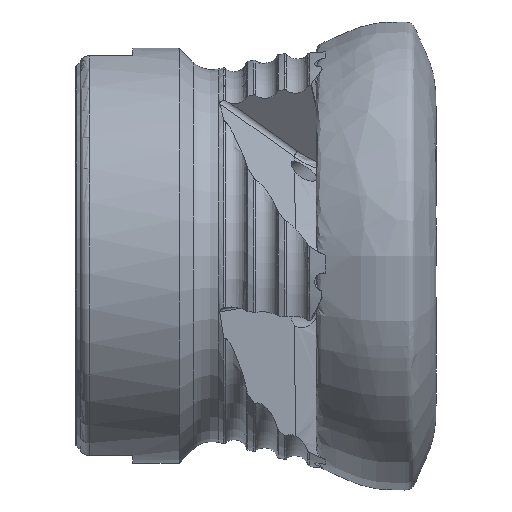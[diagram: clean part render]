
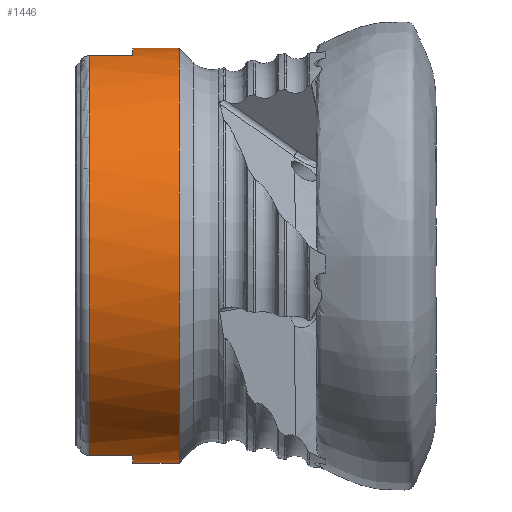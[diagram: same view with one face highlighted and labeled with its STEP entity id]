
A CAD part, front view. The second image highlights one B-rep face of the part: STEP entity #1446.
In plain terms, the highlighted cylindrical face has radius 23 mm (diameter 46 mm), a full revolution.
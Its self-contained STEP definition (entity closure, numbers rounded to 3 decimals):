
#1005 = EDGE_LOOP ( 'NONE', ( #9830 ) ) ;
#1446 = ADVANCED_FACE ( 'NONE', ( #1545, #12514 ), #6487, .T. ) ;
#1496 = LINE ( 'NONE', #3951, #9364 ) ;
#1510 = CARTESIAN_POINT ( 'NONE',  ( 0., 0., 0. ) ) ;
#1545 = FACE_OUTER_BOUND ( 'NONE', #6970, .T. ) ;
#1615 = VECTOR ( 'NONE', #13168, 1000. ) ;
#1826 = CIRCLE ( 'NONE', #10852, 23. ) ;
#1904 = AXIS2_PLACEMENT_3D ( 'NONE', #11094, #4675, #12138 ) ;
#2116 = VERTEX_POINT ( 'NONE', #2693 ) ;
#2221 = ORIENTED_EDGE ( 'NONE', *, *, #13069, .T. ) ;
#2275 = DIRECTION ( 'NONE',  ( 1., 0., 0. ) ) ;
#2372 = DIRECTION ( 'NONE',  ( -1., 0., 0. ) ) ;
#2422 = VECTOR ( 'NONE', #12826, 1000. ) ;
#2481 = EDGE_CURVE ( 'NONE', #12971, #8214, #6816, .T. ) ;
#2688 = ORIENTED_EDGE ( 'NONE', *, *, #2481, .T. ) ;
#2689 = AXIS2_PLACEMENT_3D ( 'NONE', #1510, #7899, #5703 ) ;
#2693 = CARTESIAN_POINT ( 'NONE',  ( -32.605, -6.156, 22.161 ) ) ;
#2814 = CARTESIAN_POINT ( 'NONE',  ( -37.455, -6.156, 22.161 ) ) ;
#2859 = CARTESIAN_POINT ( 'NONE',  ( -37.455, -6.156, -22.161 ) ) ;
#2864 = DIRECTION ( 'NONE',  ( 1., 0., 0. ) ) ;
#2996 = VECTOR ( 'NONE', #12553, 1000. ) ;
#3023 = ORIENTED_EDGE ( 'NONE', *, *, #7388, .T. ) ;
#3350 = CARTESIAN_POINT ( 'NONE',  ( -32.605, 6.156, 22.161 ) ) ;
#3748 = DIRECTION ( 'NONE',  ( -1., 0., 0. ) ) ;
#3951 = CARTESIAN_POINT ( 'NONE',  ( 0., 6.156, 22.161 ) ) ;
#4037 = EDGE_CURVE ( 'NONE', #2116, #8198, #8182, .T. ) ;
#4191 = EDGE_CURVE ( 'NONE', #10678, #10130, #1826, .T. ) ;
#4505 = ORIENTED_EDGE ( 'NONE', *, *, #4191, .F. ) ;
#4675 = DIRECTION ( 'NONE',  ( 1., 0., 0. ) ) ;
#4758 = LINE ( 'NONE', #12120, #1615 ) ;
#5094 = CARTESIAN_POINT ( 'NONE',  ( 0., 6.156, -22.161 ) ) ;
#5368 = CARTESIAN_POINT ( 'NONE',  ( 0., -6.156, 22.161 ) ) ;
#5643 = CARTESIAN_POINT ( 'NONE',  ( -27.455, 0., 0. ) ) ;
#5703 = DIRECTION ( 'NONE',  ( 0., 0., -1. ) ) ;
#6468 = EDGE_CURVE ( 'NONE', #10678, #12971, #9675, .T. ) ;
#6487 = CYLINDRICAL_SURFACE ( 'NONE', #2689, 23. ) ;
#6716 = DIRECTION ( 'NONE',  ( 0., 0., -1. ) ) ;
#6816 = CIRCLE ( 'NONE', #1904, 23. ) ;
#6969 = ORIENTED_EDGE ( 'NONE', *, *, #6468, .T. ) ;
#6970 = EDGE_LOOP ( 'NONE', ( #2688, #3023, #8140, #2221, #9881, #12912, #4505, #6969 ) ) ;
#7341 = VERTEX_POINT ( 'NONE', #2814 ) ;
#7388 = EDGE_CURVE ( 'NONE', #8214, #8198, #1496, .T. ) ;
#7626 = CARTESIAN_POINT ( 'NONE',  ( -37.455, 6.156, 22.161 ) ) ;
#7886 = CARTESIAN_POINT ( 'NONE',  ( -27.455, 0., -23. ) ) ;
#7899 = DIRECTION ( 'NONE',  ( 1., 0., 0. ) ) ;
#8128 = LINE ( 'NONE', #5368, #2422 ) ;
#8140 = ORIENTED_EDGE ( 'NONE', *, *, #4037, .F. ) ;
#8182 = CIRCLE ( 'NONE', #13213, 23. ) ;
#8198 = VERTEX_POINT ( 'NONE', #3350 ) ;
#8214 = VERTEX_POINT ( 'NONE', #7626 ) ;
#8703 = CARTESIAN_POINT ( 'NONE',  ( -37.455, 0., 0. ) ) ;
#8796 = CARTESIAN_POINT ( 'NONE',  ( -32.605, 0., 0. ) ) ;
#9344 = CARTESIAN_POINT ( 'NONE',  ( -32.605, -6.156, -22.161 ) ) ;
#9364 = VECTOR ( 'NONE', #2864, 1000. ) ;
#9660 = VERTEX_POINT ( 'NONE', #7886 ) ;
#9675 = LINE ( 'NONE', #5094, #2996 ) ;
#9792 = DIRECTION ( 'NONE',  ( 0., 0., -1. ) ) ;
#9830 = ORIENTED_EDGE ( 'NONE', *, *, #11006, .F. ) ;
#9881 = ORIENTED_EDGE ( 'NONE', *, *, #13109, .T. ) ;
#9883 = DIRECTION ( 'NONE',  ( 0., 0., -1. ) ) ;
#9978 = CIRCLE ( 'NONE', #12862, 23. ) ;
#10130 = VERTEX_POINT ( 'NONE', #9344 ) ;
#10166 = CARTESIAN_POINT ( 'NONE',  ( -32.605, 0., 0. ) ) ;
#10483 = EDGE_CURVE ( 'NONE', #12027, #10130, #4758, .T. ) ;
#10499 = CARTESIAN_POINT ( 'NONE',  ( -37.455, 6.156, -22.161 ) ) ;
#10678 = VERTEX_POINT ( 'NONE', #12389 ) ;
#10852 = AXIS2_PLACEMENT_3D ( 'NONE', #10166, #3748, #11213 ) ;
#11006 = EDGE_CURVE ( 'NONE', #9660, #9660, #9978, .T. ) ;
#11094 = CARTESIAN_POINT ( 'NONE',  ( -37.455, 0., 0. ) ) ;
#11213 = DIRECTION ( 'NONE',  ( 0., 0., -1. ) ) ;
#12027 = VERTEX_POINT ( 'NONE', #2859 ) ;
#12120 = CARTESIAN_POINT ( 'NONE',  ( 0., -6.156, -22.161 ) ) ;
#12138 = DIRECTION ( 'NONE',  ( 0., 0., -1. ) ) ;
#12389 = CARTESIAN_POINT ( 'NONE',  ( -32.605, 6.156, -22.161 ) ) ;
#12514 = FACE_OUTER_BOUND ( 'NONE', #1005, .T. ) ;
#12553 = DIRECTION ( 'NONE',  ( -1., 0., 0. ) ) ;
#12826 = DIRECTION ( 'NONE',  ( -1., 0., 0. ) ) ;
#12862 = AXIS2_PLACEMENT_3D ( 'NONE', #5643, #13097, #6716 ) ;
#12912 = ORIENTED_EDGE ( 'NONE', *, *, #10483, .T. ) ;
#12971 = VERTEX_POINT ( 'NONE', #10499 ) ;
#13069 = EDGE_CURVE ( 'NONE', #2116, #7341, #8128, .T. ) ;
#13097 = DIRECTION ( 'NONE',  ( 1., 0., 0. ) ) ;
#13109 = EDGE_CURVE ( 'NONE', #7341, #12027, #13412, .T. ) ;
#13168 = DIRECTION ( 'NONE',  ( 1., 0., 0. ) ) ;
#13213 = AXIS2_PLACEMENT_3D ( 'NONE', #8796, #2372, #9883 ) ;
#13412 = CIRCLE ( 'NONE', #13439, 23. ) ;
#13439 = AXIS2_PLACEMENT_3D ( 'NONE', #8703, #2275, #9792 ) ;
